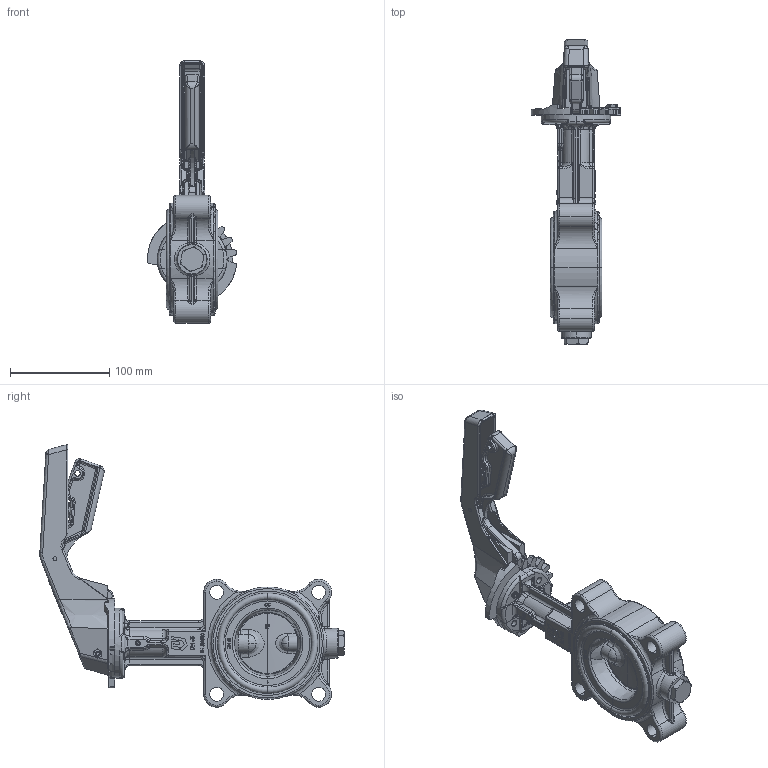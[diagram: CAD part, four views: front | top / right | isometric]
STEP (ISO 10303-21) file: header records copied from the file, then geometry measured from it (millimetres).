
FILE_DESCRIPTION (( 'STEP AP203' ), '1' );
FILE_NAME ('AK02_DN65.STEP', '2022-10-18T06:24:43', ( '' ), ( '' ), 'SwSTEP 2.0', 'SolidWorks 2021', '' );
FILE_SCHEMA (( 'CONFIG_CONTROL_DESIGN' ));
Length unit declared in the file: metre
Products named in the file (12): Handhebel_DN32 bis DN100; 01AM4 ABO_4; 01AM4 ABO_7; 01AM4 ABO; AK02_DN065_OH; 01AM4 ABO_8; 01AM4 ABO_6; 01AM4 ABO_3; AK02_DN65; 01AM4 ABO_5; 01AM4 ABO_9; 01AM4 ABO_2
Assembly tree (11 placements, depth 3):
  AK02_DN65
    AK02_DN065_OH
    Handhebel_DN32 bis DN100
      01AM4 ABO_4
      01AM4 ABO_7
      01AM4 ABO_6
      01AM4 ABO_8
      01AM4 ABO
      01AM4 ABO_5
      01AM4 ABO_9
      01AM4 ABO_2
      01AM4 ABO_3
Bounding box: 89.54 x 306.06 x 263.81 mm (x, y, z)
Volume: 732614.8 mm3; surface area: 175597.8 mm2
Topology: 10 solids, 22 shells, 2305 faces, 5822 edges, 3568 vertices
Faces by surface type: plane 738, cylinder 652, bspline 541, torus 243, cone 98, sphere 33
Entity records: 104519 total; most frequent: CARTESIAN_POINT 52230, ORIENTED_EDGE 11494, DIRECTION 9512, EDGE_CURVE 5747, VERTEX_POINT 3568, AXIS2_PLACEMENT_3D 3524, LINE 2464, VECTOR 2464
